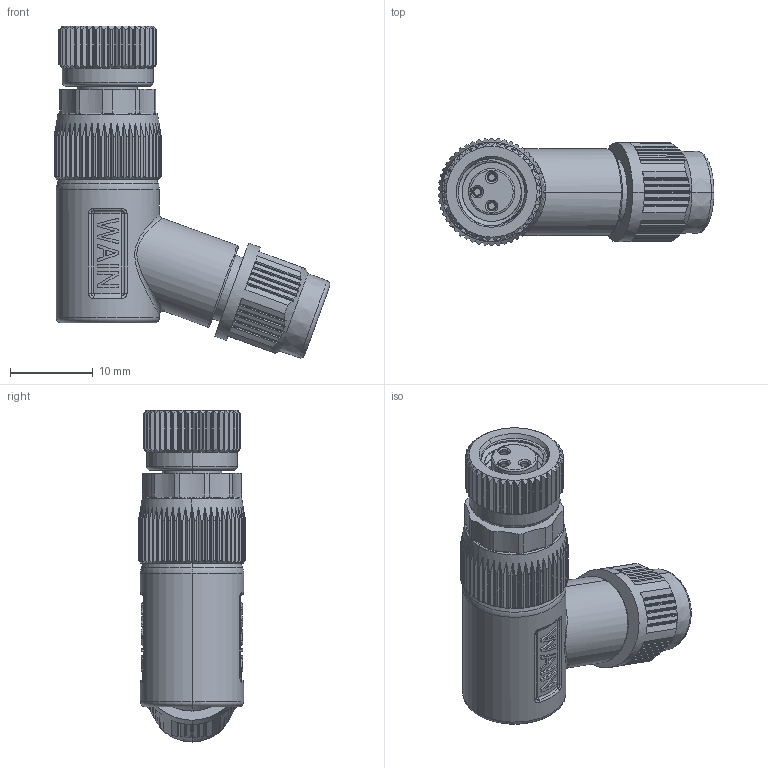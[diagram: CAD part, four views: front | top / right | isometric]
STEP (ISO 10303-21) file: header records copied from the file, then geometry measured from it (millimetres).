
FILE_DESCRIPTION((''),'2;1');
FILE_NAME('3D_1620035213001_M8-F03-S-D5_V1','2024-01-15T',('12524'),(''),'PRO/ENGINEER BY PARAMETRIC TECHNOLOGY CORPORATION, 2012480','PRO/ENGINEER BY PARAMETRIC TECHNOLOGY CORPORATION, 2012480','');
FILE_SCHEMA(('CONFIG_CONTROL_DESIGN'));
Length unit declared in the file: inch
Products named in the file (1): 3D_1620035213001_M8-F03-S-D5_V1
Bounding box: 33.41 x 13 x 40.21 mm (x, y, z)
Volume: 5885.5 mm3; surface area: 3802.4 mm2
Topology: 1 solids, 6 shells, 873 faces, 2640 edges, 1811 vertices
Faces by surface type: plane 441, cylinder 272, cone 76, bspline 56, torus 28
Entity records: 37642 total; most frequent: CARTESIAN_POINT 15471, ORIENTED_EDGE 5280, DIRECTION 3803, EDGE_CURVE 2640, VERTEX_POINT 1811, AXIS2_PLACEMENT_3D 1418, B_SPLINE_CURVE_WITH_KNOTS 1072, VECTOR 967
